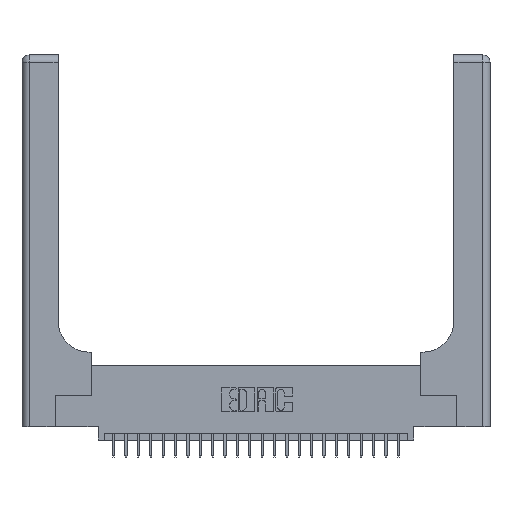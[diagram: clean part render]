
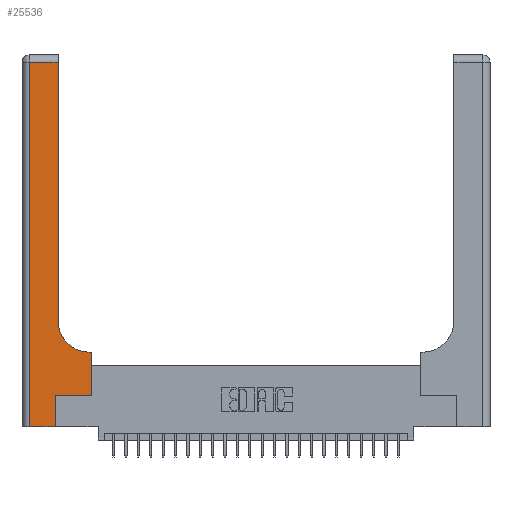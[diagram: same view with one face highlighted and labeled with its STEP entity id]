
A CAD part, top view. The second image highlights one B-rep face of the part: STEP entity #25536.
In plain terms, the highlighted planar face has unit normal (0, 0, 1).
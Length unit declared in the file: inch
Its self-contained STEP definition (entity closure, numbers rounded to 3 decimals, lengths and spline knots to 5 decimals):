
#242 = DIRECTION ( 'NONE',  ( 0., 1., 0. ) ) ;
#514 = EDGE_CURVE ( 'NONE', #4718, #26122, #4137, .T. ) ;
#793 = DIRECTION ( 'NONE',  ( -1., 0., 0. ) ) ;
#1231 = CARTESIAN_POINT ( 'NONE',  ( 0.5415, 0.6, 0.37 ) ) ;
#1401 = VECTOR ( 'NONE', #20110, 39.37008 ) ;
#3339 = DIRECTION ( 'NONE',  ( -1., 0., 0. ) ) ;
#3773 = EDGE_LOOP ( 'NONE', ( #15971, #7423, #4891, #23856, #15991, #15226, #5689, #15657, #14071 ) ) ;
#3824 = EDGE_CURVE ( 'NONE', #10238, #13771, #18332, .T. ) ;
#4137 = LINE ( 'NONE', #20593, #14113 ) ;
#4512 = AXIS2_PLACEMENT_3D ( 'NONE', #21859, #11787, #3339 ) ;
#4718 = VERTEX_POINT ( 'NONE', #13787 ) ;
#4844 = CARTESIAN_POINT ( 'NONE',  ( 0.06, 0., 0.37 ) ) ;
#4891 = ORIENTED_EDGE ( 'NONE', *, *, #3824, .T. ) ;
#4905 = EDGE_CURVE ( 'NONE', #13816, #11751, #24499, .T. ) ;
#5042 = DIRECTION ( 'NONE',  ( 1., 0., 0. ) ) ;
#5689 = ORIENTED_EDGE ( 'NONE', *, *, #514, .T. ) ;
#6032 = DIRECTION ( 'NONE',  ( 0., -1., 0. ) ) ;
#6077 = PLANE ( 'NONE',  #4512 ) ;
#6538 = EDGE_CURVE ( 'NONE', #13771, #13816, #23316, .T. ) ;
#6940 = CARTESIAN_POINT ( 'NONE',  ( 0.269, 0.25, 0.37 ) ) ;
#7018 = CARTESIAN_POINT ( 'NONE',  ( 0.269, 0.25, 0.37 ) ) ;
#7195 = VERTEX_POINT ( 'NONE', #1231 ) ;
#7423 = ORIENTED_EDGE ( 'NONE', *, *, #26114, .T. ) ;
#7492 = DIRECTION ( 'NONE',  ( 1., 0., 0. ) ) ;
#7946 = VECTOR ( 'NONE', #242, 39.37008 ) ;
#7993 = CARTESIAN_POINT ( 'NONE',  ( 0., 2.94, 0.37 ) ) ;
#8272 = VECTOR ( 'NONE', #15256, 39.37008 ) ;
#8711 = CARTESIAN_POINT ( 'NONE',  ( 0.2915, 0.85, 0.37 ) ) ;
#9255 = VECTOR ( 'NONE', #5042, 39.37008 ) ;
#9861 = VERTEX_POINT ( 'NONE', #11148 ) ;
#9893 = VECTOR ( 'NONE', #24212, 39.37008 ) ;
#10238 = VERTEX_POINT ( 'NONE', #25962 ) ;
#11148 = CARTESIAN_POINT ( 'NONE',  ( 0.2915, 2.94, 0.37 ) ) ;
#11150 = LINE ( 'NONE', #19349, #16610 ) ;
#11751 = VERTEX_POINT ( 'NONE', #6940 ) ;
#11787 = DIRECTION ( 'NONE',  ( 0., 0., -1. ) ) ;
#11915 = LINE ( 'NONE', #7993, #1401 ) ;
#12413 = EDGE_CURVE ( 'NONE', #11751, #4718, #25424, .T. ) ;
#13357 = CARTESIAN_POINT ( 'NONE',  ( 0.269, 0., 0.37 ) ) ;
#13771 = VERTEX_POINT ( 'NONE', #4844 ) ;
#13787 = CARTESIAN_POINT ( 'NONE',  ( 0.5585, 0.25, 0.37 ) ) ;
#13816 = VERTEX_POINT ( 'NONE', #13357 ) ;
#14071 = ORIENTED_EDGE ( 'NONE', *, *, #16895, .T. ) ;
#14113 = VECTOR ( 'NONE', #18461, 39.37008 ) ;
#14775 = CARTESIAN_POINT ( 'NONE',  ( 0.2915, 3., 0.37 ) ) ;
#15226 = ORIENTED_EDGE ( 'NONE', *, *, #12413, .T. ) ;
#15256 = DIRECTION ( 'NONE',  ( 1., 0., 0. ) ) ;
#15657 = ORIENTED_EDGE ( 'NONE', *, *, #20475, .T. ) ;
#15684 = CIRCLE ( 'NONE', #18696, 0.25 ) ;
#15818 = FACE_OUTER_BOUND ( 'NONE', #3773, .T. ) ;
#15971 = ORIENTED_EDGE ( 'NONE', *, *, #17191, .T. ) ;
#15991 = ORIENTED_EDGE ( 'NONE', *, *, #4905, .T. ) ;
#16060 = CARTESIAN_POINT ( 'NONE',  ( 0.269, 0., 0.37 ) ) ;
#16309 = CARTESIAN_POINT ( 'NONE',  ( 0.06, 3., 0.37 ) ) ;
#16610 = VECTOR ( 'NONE', #793, 39.37008 ) ;
#16895 = EDGE_CURVE ( 'NONE', #7195, #20344, #15684, .T. ) ;
#17191 = EDGE_CURVE ( 'NONE', #20344, #9861, #17658, .T. ) ;
#17658 = LINE ( 'NONE', #14775, #7946 ) ;
#18332 = LINE ( 'NONE', #16309, #21352 ) ;
#18461 = DIRECTION ( 'NONE',  ( 0., 1., 0. ) ) ;
#18696 = AXIS2_PLACEMENT_3D ( 'NONE', #21760, #25767, #7492 ) ;
#19349 = CARTESIAN_POINT ( 'NONE',  ( 0.2915, 0.6, 0.37 ) ) ;
#20110 = DIRECTION ( 'NONE',  ( -1., 0., 0. ) ) ;
#20344 = VERTEX_POINT ( 'NONE', #8711 ) ;
#20475 = EDGE_CURVE ( 'NONE', #26122, #7195, #11150, .T. ) ;
#20593 = CARTESIAN_POINT ( 'NONE',  ( 0.5585, 0.25, 0.37 ) ) ;
#20940 = CARTESIAN_POINT ( 'NONE',  ( 0., 0., 0.37 ) ) ;
#21352 = VECTOR ( 'NONE', #6032, 39.37008 ) ;
#21760 = CARTESIAN_POINT ( 'NONE',  ( 0.5415, 0.85, 0.37 ) ) ;
#21859 = CARTESIAN_POINT ( 'NONE',  ( 0., 3., 0.37 ) ) ;
#22249 = CARTESIAN_POINT ( 'NONE',  ( 0.5585, 0.6, 0.37 ) ) ;
#23316 = LINE ( 'NONE', #20940, #9255 ) ;
#23856 = ORIENTED_EDGE ( 'NONE', *, *, #6538, .T. ) ;
#24212 = DIRECTION ( 'NONE',  ( 0., 1., 0. ) ) ;
#24499 = LINE ( 'NONE', #16060, #9893 ) ;
#25424 = LINE ( 'NONE', #7018, #8272 ) ;
#25536 = ADVANCED_FACE ( 'NONE', ( #15818 ), #6077, .F. ) ;
#25767 = DIRECTION ( 'NONE',  ( 0., 0., -1. ) ) ;
#25962 = CARTESIAN_POINT ( 'NONE',  ( 0.06, 2.94, 0.37 ) ) ;
#26114 = EDGE_CURVE ( 'NONE', #9861, #10238, #11915, .T. ) ;
#26122 = VERTEX_POINT ( 'NONE', #22249 ) ;
